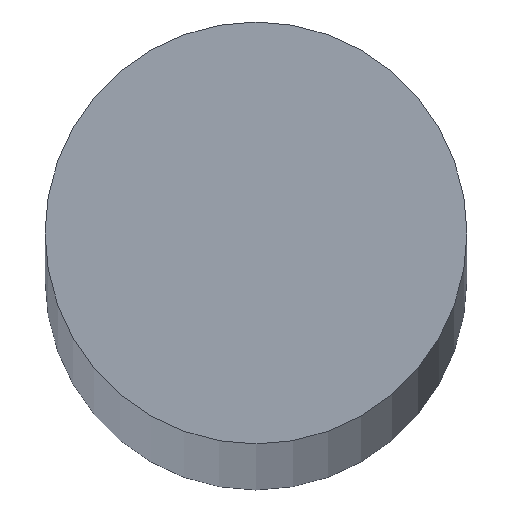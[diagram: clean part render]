
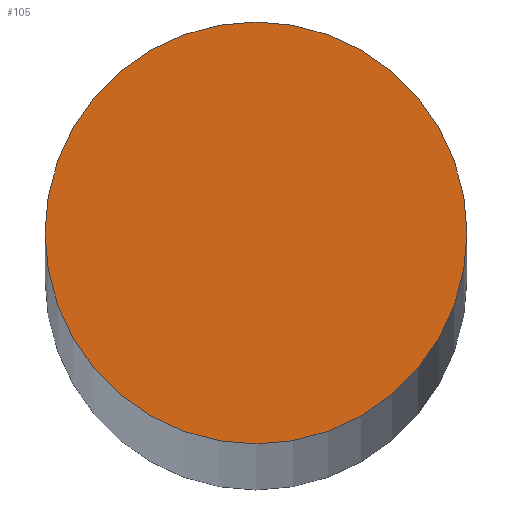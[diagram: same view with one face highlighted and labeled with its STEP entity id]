
A CAD part, top view. The second image highlights one B-rep face of the part: STEP entity #105.
In plain terms, the highlighted planar face has unit normal (0, 0, 1).
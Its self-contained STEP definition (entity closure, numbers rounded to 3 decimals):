
#11 = VERTEX_POINT ( 'NONE', #43 ) ;
#18 = CIRCLE ( 'NONE', #53, 0.08 ) ;
#34 = DIRECTION ( 'NONE',  ( 0., 0., 1. ) ) ;
#38 = DIRECTION ( 'NONE',  ( 1., 0., 0. ) ) ;
#42 = VERTEX_POINT ( 'NONE', #73 ) ;
#43 = CARTESIAN_POINT ( 'NONE',  ( -0.08, 0., 5.2 ) ) ;
#53 = AXIS2_PLACEMENT_3D ( 'NONE', #160, #145, #173 ) ;
#62 = PLANE ( 'NONE',  #152 ) ;
#63 = AXIS2_PLACEMENT_3D ( 'NONE', #157, #34, #75 ) ;
#64 = DIRECTION ( 'NONE',  ( 0., 0., 1. ) ) ;
#73 = CARTESIAN_POINT ( 'NONE',  ( 0.08, 0., 5.2 ) ) ;
#75 = DIRECTION ( 'NONE',  ( 1., 0., 0. ) ) ;
#90 = EDGE_CURVE ( 'NONE', #11, #42, #114, .T. ) ;
#97 = ORIENTED_EDGE ( 'NONE', *, *, #90, .T. ) ;
#104 = CARTESIAN_POINT ( 'NONE',  ( 0., 0., 5.2 ) ) ;
#105 = ADVANCED_FACE ( 'NONE', ( #146 ), #62, .T. ) ;
#108 = EDGE_CURVE ( 'NONE', #42, #11, #18, .T. ) ;
#114 = CIRCLE ( 'NONE', #63, 0.08 ) ;
#115 = EDGE_LOOP ( 'NONE', ( #167, #97 ) ) ;
#145 = DIRECTION ( 'NONE',  ( 0., 0., 1. ) ) ;
#146 = FACE_OUTER_BOUND ( 'NONE', #115, .T. ) ;
#152 = AXIS2_PLACEMENT_3D ( 'NONE', #104, #64, #38 ) ;
#157 = CARTESIAN_POINT ( 'NONE',  ( 0., 0., 5.2 ) ) ;
#160 = CARTESIAN_POINT ( 'NONE',  ( 0., 0., 5.2 ) ) ;
#167 = ORIENTED_EDGE ( 'NONE', *, *, #108, .T. ) ;
#173 = DIRECTION ( 'NONE',  ( 1., 0., 0. ) ) ;
